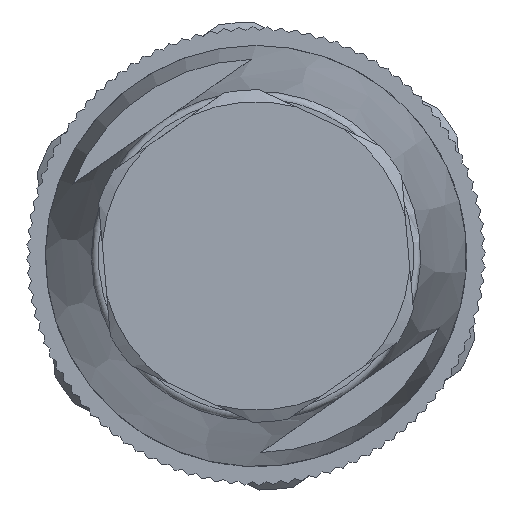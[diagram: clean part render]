
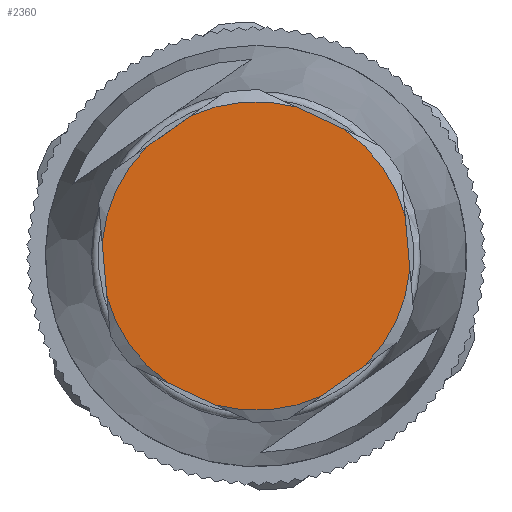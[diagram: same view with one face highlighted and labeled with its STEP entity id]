
A CAD part, left-side view. The second image highlights one B-rep face of the part: STEP entity #2360.
In plain terms, the highlighted planar face has unit normal (-1, 0, 0).
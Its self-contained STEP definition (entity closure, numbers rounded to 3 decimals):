
#742=LINE('',#13264,#1320);
#743=LINE('',#13269,#1321);
#744=LINE('',#13273,#1322);
#745=LINE('',#13277,#1323);
#746=LINE('',#13281,#1324);
#747=LINE('',#13285,#1325);
#1320=VECTOR('',#10208,1.);
#1321=VECTOR('',#10211,1.);
#1322=VECTOR('',#10214,1.);
#1323=VECTOR('',#10217,1.);
#1324=VECTOR('',#10220,1.);
#1325=VECTOR('',#10223,1.);
#1709=FACE_OUTER_BOUND('',#3107,.T.);
#2360=ADVANCED_FACE('',(#1709),#2619,.T.);
#2619=PLANE('',#8263);
#3107=EDGE_LOOP('',(#5303,#5304,#5305,#5306,#5307,#5308,#5309,#5310,#5311,
#5312,#5313,#5314));
#5303=ORIENTED_EDGE('',*,*,#7252,.T.);
#5304=ORIENTED_EDGE('',*,*,#7253,.T.);
#5305=ORIENTED_EDGE('',*,*,#7254,.T.);
#5306=ORIENTED_EDGE('',*,*,#7255,.T.);
#5307=ORIENTED_EDGE('',*,*,#7256,.T.);
#5308=ORIENTED_EDGE('',*,*,#7257,.T.);
#5309=ORIENTED_EDGE('',*,*,#7258,.T.);
#5310=ORIENTED_EDGE('',*,*,#7259,.T.);
#5311=ORIENTED_EDGE('',*,*,#7260,.T.);
#5312=ORIENTED_EDGE('',*,*,#7261,.T.);
#5313=ORIENTED_EDGE('',*,*,#7262,.T.);
#5314=ORIENTED_EDGE('',*,*,#7263,.T.);
#6136=VERTEX_POINT('',#13265);
#6137=VERTEX_POINT('',#13266);
#6138=VERTEX_POINT('',#13268);
#6139=VERTEX_POINT('',#13270);
#6140=VERTEX_POINT('',#13272);
#6141=VERTEX_POINT('',#13274);
#6142=VERTEX_POINT('',#13276);
#6143=VERTEX_POINT('',#13278);
#6144=VERTEX_POINT('',#13280);
#6145=VERTEX_POINT('',#13282);
#6146=VERTEX_POINT('',#13284);
#6147=VERTEX_POINT('',#13286);
#7252=EDGE_CURVE('',#6136,#6137,#742,.T.);
#7253=EDGE_CURVE('',#6137,#6138,#7573,.T.);
#7254=EDGE_CURVE('',#6138,#6139,#743,.T.);
#7255=EDGE_CURVE('',#6139,#6140,#7574,.T.);
#7256=EDGE_CURVE('',#6140,#6141,#744,.T.);
#7257=EDGE_CURVE('',#6141,#6142,#7575,.T.);
#7258=EDGE_CURVE('',#6142,#6143,#745,.T.);
#7259=EDGE_CURVE('',#6143,#6144,#7576,.T.);
#7260=EDGE_CURVE('',#6144,#6145,#746,.T.);
#7261=EDGE_CURVE('',#6145,#6146,#7577,.T.);
#7262=EDGE_CURVE('',#6146,#6147,#747,.T.);
#7263=EDGE_CURVE('',#6147,#6136,#7578,.T.);
#7573=CIRCLE('',#8257,6.6);
#7574=CIRCLE('',#8258,6.6);
#7575=CIRCLE('',#8259,6.6);
#7576=CIRCLE('',#8260,6.6);
#7577=CIRCLE('',#8261,6.6);
#7578=CIRCLE('',#8262,6.6);
#8257=AXIS2_PLACEMENT_3D('',#13267,#10209,#10210);
#8258=AXIS2_PLACEMENT_3D('',#13271,#10212,#10213);
#8259=AXIS2_PLACEMENT_3D('',#13275,#10215,#10216);
#8260=AXIS2_PLACEMENT_3D('',#13279,#10218,#10219);
#8261=AXIS2_PLACEMENT_3D('',#13283,#10221,#10222);
#8262=AXIS2_PLACEMENT_3D('',#13287,#10224,#10225);
#8263=AXIS2_PLACEMENT_3D('',#13288,#10226,#10227);
#10208=DIRECTION('',(0.,0.906,0.423));
#10209=DIRECTION('',(-1.,0.,0.));
#10210=DIRECTION('',(0.,-0.906,-0.423));
#10211=DIRECTION('',(0.,0.819,-0.574));
#10212=DIRECTION('',(-1.,0.,0.));
#10213=DIRECTION('',(0.,-0.906,-0.423));
#10214=DIRECTION('',(0.,-0.087,-0.996));
#10215=DIRECTION('',(-1.,0.,0.));
#10216=DIRECTION('',(0.,-0.906,-0.423));
#10217=DIRECTION('',(0.,-0.906,-0.423));
#10218=DIRECTION('',(-1.,0.,0.));
#10219=DIRECTION('',(0.,-0.906,-0.423));
#10220=DIRECTION('',(0.,-0.819,0.574));
#10221=DIRECTION('',(-1.,0.,0.));
#10222=DIRECTION('',(0.,-0.906,-0.423));
#10223=DIRECTION('',(0.,0.087,0.996));
#10224=DIRECTION('',(-1.,0.,0.));
#10225=DIRECTION('',(0.,-0.906,-0.423));
#10226=DIRECTION('',(-1.,0.,0.));
#10227=DIRECTION('',(0.,0.906,0.423));
#13264=CARTESIAN_POINT('',(-45.1,-7.279,3.778));
#13265=CARTESIAN_POINT('',(-45.1,-3.784,5.407));
#13266=CARTESIAN_POINT('',(-45.1,-1.71,6.375));
#13267=CARTESIAN_POINT('',(-45.1,0.,0.));
#13268=CARTESIAN_POINT('',(-45.1,2.791,5.981));
#13269=CARTESIAN_POINT('',(-45.1,-0.368,8.192));
#13270=CARTESIAN_POINT('',(-45.1,4.666,4.668));
#13271=CARTESIAN_POINT('',(-45.1,0.,0.));
#13272=CARTESIAN_POINT('',(-45.1,6.575,0.574));
#13273=CARTESIAN_POINT('',(-45.1,6.911,4.414));
#13274=CARTESIAN_POINT('',(-45.1,6.376,-1.707));
#13275=CARTESIAN_POINT('',(-45.1,0.,0.));
#13276=CARTESIAN_POINT('',(-45.1,3.784,-5.407));
#13277=CARTESIAN_POINT('',(-45.1,7.279,-3.778));
#13278=CARTESIAN_POINT('',(-45.1,1.71,-6.375));
#13279=CARTESIAN_POINT('',(-45.1,0.,0.));
#13280=CARTESIAN_POINT('',(-45.1,-2.791,-5.981));
#13281=CARTESIAN_POINT('',(-45.1,0.368,-8.192));
#13282=CARTESIAN_POINT('',(-45.1,-4.666,-4.668));
#13283=CARTESIAN_POINT('',(-45.1,0.,0.));
#13284=CARTESIAN_POINT('',(-45.1,-6.575,-0.574));
#13285=CARTESIAN_POINT('',(-45.1,-6.911,-4.414));
#13286=CARTESIAN_POINT('',(-45.1,-6.376,1.707));
#13287=CARTESIAN_POINT('',(-45.1,0.,0.));
#13288=CARTESIAN_POINT('',(-45.1,0.,0.));
